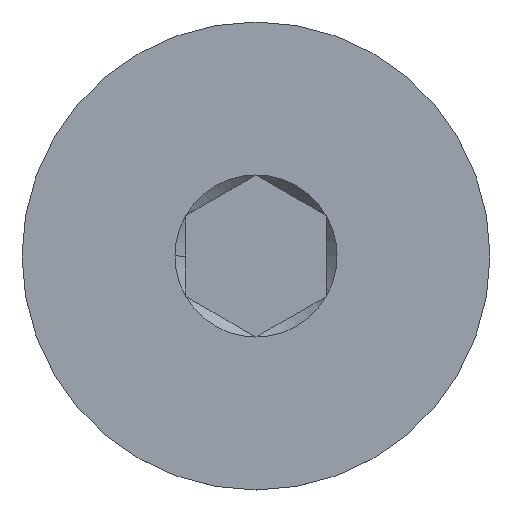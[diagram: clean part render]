
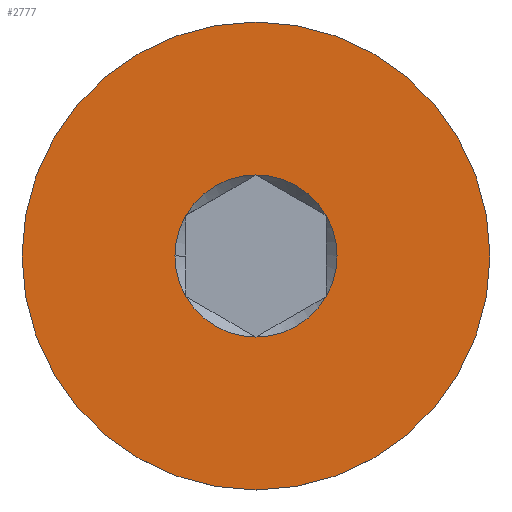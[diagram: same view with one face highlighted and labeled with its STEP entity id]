
A CAD part, top view. The second image highlights one B-rep face of the part: STEP entity #2777.
In plain terms, the highlighted planar face has unit normal (0, 0, 1).
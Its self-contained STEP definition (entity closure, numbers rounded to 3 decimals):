
#3 = VERTEX_POINT ( 'NONE', #286 ) ;
#31 = CARTESIAN_POINT ( 'NONE',  ( 0., 0., 3. ) ) ;
#42 = EDGE_CURVE ( 'NONE', #3, #2755, #1458, .T. ) ;
#76 = CARTESIAN_POINT ( 'NONE',  ( 0., 0., 3. ) ) ;
#81 = AXIS2_PLACEMENT_3D ( 'NONE', #2895, #217, #1153 ) ;
#87 = CARTESIAN_POINT ( 'NONE',  ( 0.75, -0.433, 3. ) ) ;
#179 = EDGE_CURVE ( 'NONE', #2755, #1555, #2156, .T. ) ;
#213 = CIRCLE ( 'NONE', #1402, 2.5 ) ;
#217 = DIRECTION ( 'NONE',  ( 0., 0., -1. ) ) ;
#229 = DIRECTION ( 'NONE',  ( 0., 0., -1. ) ) ;
#242 = EDGE_LOOP ( 'NONE', ( #268, #2736, #2284, #314, #771, #374, #787 ) ) ;
#268 = ORIENTED_EDGE ( 'NONE', *, *, #1136, .T. ) ;
#272 = FACE_OUTER_BOUND ( 'NONE', #2718, .T. ) ;
#273 = DIRECTION ( 'NONE',  ( 0., 0., -1. ) ) ;
#286 = CARTESIAN_POINT ( 'NONE',  ( 0., 0.866, 3. ) ) ;
#293 = CARTESIAN_POINT ( 'NONE',  ( 0., -0.866, 3. ) ) ;
#314 = ORIENTED_EDGE ( 'NONE', *, *, #381, .T. ) ;
#374 = ORIENTED_EDGE ( 'NONE', *, *, #2743, .T. ) ;
#381 = EDGE_CURVE ( 'NONE', #1555, #2690, #667, .T. ) ;
#458 = VERTEX_POINT ( 'NONE', #2730 ) ;
#524 = DIRECTION ( 'NONE',  ( 0., 0., -1. ) ) ;
#543 = AXIS2_PLACEMENT_3D ( 'NONE', #76, #524, #564 ) ;
#545 = CIRCLE ( 'NONE', #2100, 0.866 ) ;
#563 = CARTESIAN_POINT ( 'NONE',  ( -0.866, 0., 3. ) ) ;
#564 = DIRECTION ( 'NONE',  ( -1., 0., 0. ) ) ;
#590 = AXIS2_PLACEMENT_3D ( 'NONE', #675, #662, #1103 ) ;
#601 = EDGE_CURVE ( 'NONE', #805, #1863, #2702, .T. ) ;
#662 = DIRECTION ( 'NONE',  ( 0., 0., -1. ) ) ;
#667 = CIRCLE ( 'NONE', #1250, 0.866 ) ;
#675 = CARTESIAN_POINT ( 'NONE',  ( 0., 0., 3. ) ) ;
#694 = DIRECTION ( 'NONE',  ( 0., 0., -1. ) ) ;
#771 = ORIENTED_EDGE ( 'NONE', *, *, #1265, .T. ) ;
#787 = ORIENTED_EDGE ( 'NONE', *, *, #2731, .T. ) ;
#805 = VERTEX_POINT ( 'NONE', #1941 ) ;
#1036 = CIRCLE ( 'NONE', #81, 0.866 ) ;
#1092 = EDGE_CURVE ( 'NONE', #1863, #805, #213, .T. ) ;
#1103 = DIRECTION ( 'NONE',  ( -1., 0., 0. ) ) ;
#1104 = VERTEX_POINT ( 'NONE', #563 ) ;
#1136 = EDGE_CURVE ( 'NONE', #1732, #3, #2290, .T. ) ;
#1142 = DIRECTION ( 'NONE',  ( 0., 0., -1. ) ) ;
#1153 = DIRECTION ( 'NONE',  ( -1., 0., 0. ) ) ;
#1250 = AXIS2_PLACEMENT_3D ( 'NONE', #2686, #229, #1535 ) ;
#1265 = EDGE_CURVE ( 'NONE', #2690, #458, #1036, .T. ) ;
#1362 = CARTESIAN_POINT ( 'NONE',  ( 0., 0., 3. ) ) ;
#1379 = DIRECTION ( 'NONE',  ( 0., 1., 0. ) ) ;
#1383 = CIRCLE ( 'NONE', #1561, 0.866 ) ;
#1402 = AXIS2_PLACEMENT_3D ( 'NONE', #2088, #1636, #2319 ) ;
#1420 = CARTESIAN_POINT ( 'NONE',  ( 0., 0., 3. ) ) ;
#1451 = FACE_BOUND ( 'NONE', #242, .T. ) ;
#1458 = CIRCLE ( 'NONE', #1910, 0.866 ) ;
#1535 = DIRECTION ( 'NONE',  ( -1., 0., 0. ) ) ;
#1555 = VERTEX_POINT ( 'NONE', #87 ) ;
#1561 = AXIS2_PLACEMENT_3D ( 'NONE', #2244, #694, #2738 ) ;
#1619 = CARTESIAN_POINT ( 'NONE',  ( 0., 2.5, 3. ) ) ;
#1626 = ORIENTED_EDGE ( 'NONE', *, *, #1092, .T. ) ;
#1636 = DIRECTION ( 'NONE',  ( 0., 0., 1. ) ) ;
#1658 = DIRECTION ( 'NONE',  ( 0., 0., 1. ) ) ;
#1672 = DIRECTION ( 'NONE',  ( 0., -1., 0. ) ) ;
#1732 = VERTEX_POINT ( 'NONE', #2423 ) ;
#1863 = VERTEX_POINT ( 'NONE', #1619 ) ;
#1910 = AXIS2_PLACEMENT_3D ( 'NONE', #2508, #2282, #2273 ) ;
#1941 = CARTESIAN_POINT ( 'NONE',  ( 0., -2.5, 3. ) ) ;
#2050 = DIRECTION ( 'NONE',  ( -1., 0., 0. ) ) ;
#2088 = CARTESIAN_POINT ( 'NONE',  ( 0., 0., 3. ) ) ;
#2100 = AXIS2_PLACEMENT_3D ( 'NONE', #31, #273, #2050 ) ;
#2118 = AXIS2_PLACEMENT_3D ( 'NONE', #1362, #1142, #1379 ) ;
#2156 = CIRCLE ( 'NONE', #543, 0.866 ) ;
#2244 = CARTESIAN_POINT ( 'NONE',  ( 0., 0., 3. ) ) ;
#2273 = DIRECTION ( 'NONE',  ( -1., 0., 0. ) ) ;
#2282 = DIRECTION ( 'NONE',  ( 0., 0., -1. ) ) ;
#2284 = ORIENTED_EDGE ( 'NONE', *, *, #179, .T. ) ;
#2290 = CIRCLE ( 'NONE', #590, 0.866 ) ;
#2319 = DIRECTION ( 'NONE',  ( 0., -1., 0. ) ) ;
#2423 = CARTESIAN_POINT ( 'NONE',  ( -0.75, 0.433, 3. ) ) ;
#2487 = PLANE ( 'NONE',  #2118 ) ;
#2504 = CARTESIAN_POINT ( 'NONE',  ( 0.75, 0.433, 3. ) ) ;
#2508 = CARTESIAN_POINT ( 'NONE',  ( 0., 0., 3. ) ) ;
#2578 = ORIENTED_EDGE ( 'NONE', *, *, #601, .T. ) ;
#2686 = CARTESIAN_POINT ( 'NONE',  ( 0., 0., 3. ) ) ;
#2690 = VERTEX_POINT ( 'NONE', #293 ) ;
#2702 = CIRCLE ( 'NONE', #2817, 2.5 ) ;
#2718 = EDGE_LOOP ( 'NONE', ( #2578, #1626 ) ) ;
#2730 = CARTESIAN_POINT ( 'NONE',  ( -0.75, -0.433, 3. ) ) ;
#2731 = EDGE_CURVE ( 'NONE', #1104, #1732, #1383, .T. ) ;
#2736 = ORIENTED_EDGE ( 'NONE', *, *, #42, .T. ) ;
#2738 = DIRECTION ( 'NONE',  ( -1., 0., 0. ) ) ;
#2743 = EDGE_CURVE ( 'NONE', #458, #1104, #545, .T. ) ;
#2755 = VERTEX_POINT ( 'NONE', #2504 ) ;
#2777 = ADVANCED_FACE ( 'NONE', ( #272, #1451 ), #2487, .F. ) ;
#2817 = AXIS2_PLACEMENT_3D ( 'NONE', #1420, #1658, #1672 ) ;
#2895 = CARTESIAN_POINT ( 'NONE',  ( 0., 0., 3. ) ) ;
